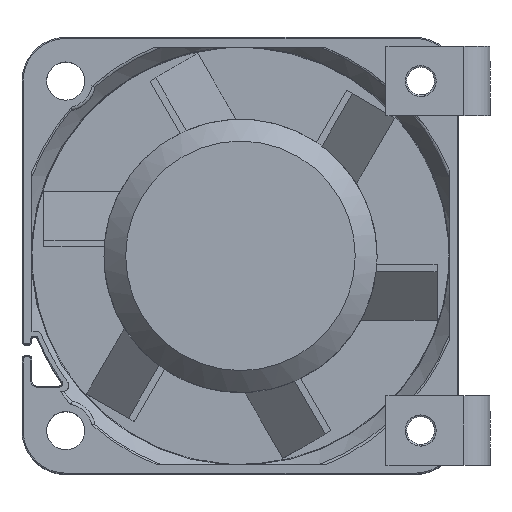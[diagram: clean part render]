
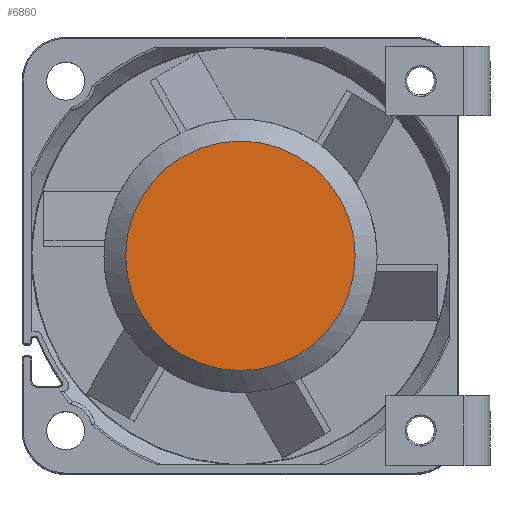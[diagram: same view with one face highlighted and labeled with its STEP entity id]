
A CAD part, top view. The second image highlights one B-rep face of the part: STEP entity #6860.
In plain terms, the highlighted planar face has unit normal (0, 0, 1).
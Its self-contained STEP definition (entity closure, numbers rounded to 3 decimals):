
#1741=FACE_OUTER_BOUND('',#2147,.T.);
#2147=EDGE_LOOP('',(#6142));
#2571=CIRCLE('',#7628,10.51);
#3187=VERTEX_POINT('',#17522);
#4184=EDGE_CURVE('',#3187,#3187,#2571,.T.);
#6142=ORIENTED_EDGE('',*,*,#4184,.F.);
#6492=PLANE('',#7634);
#6860=ADVANCED_FACE('',(#1741),#6492,.F.);
#7628=AXIS2_PLACEMENT_3D('',#17524,#9380,#9381);
#7634=AXIS2_PLACEMENT_3D('',#17536,#9394,#9395);
#9380=DIRECTION('center_axis',(0.,0.,-1.));
#9381=DIRECTION('ref_axis',(-1.,0.,0.));
#9394=DIRECTION('center_axis',(0.,0.,-1.));
#9395=DIRECTION('ref_axis',(0.,-1.,0.));
#17522=CARTESIAN_POINT('',(10.51,0.,18.796));
#17524=CARTESIAN_POINT('Origin',(0.,0.,18.796));
#17536=CARTESIAN_POINT('Origin',(0.,0.,18.796));
